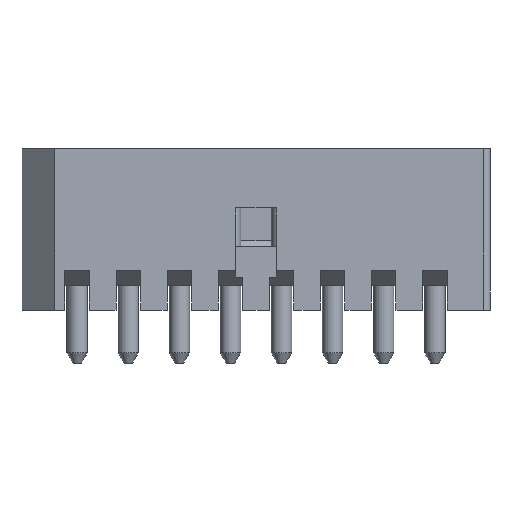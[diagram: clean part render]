
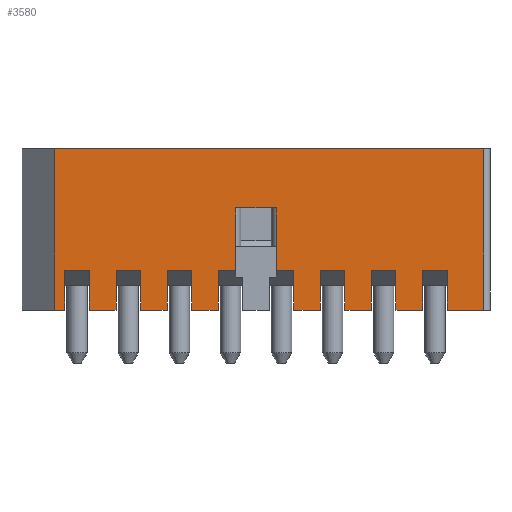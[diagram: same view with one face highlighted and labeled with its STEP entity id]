
A CAD part, front view. The second image highlights one B-rep face of the part: STEP entity #3580.
In plain terms, the highlighted planar face has unit normal (0, -1, 0).
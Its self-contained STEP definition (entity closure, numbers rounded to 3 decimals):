
#186=CARTESIAN_POINT('',(-1.,-1.4,-5.575));
#187=VERTEX_POINT('',#186);
#195=CARTESIAN_POINT('',(-4.95,-1.4,-5.575));
#196=VERTEX_POINT('',#195);
#197=CARTESIAN_POINT('',(-1.,-1.4,-5.575));
#198=DIRECTION('',(-1.,0.,0.));
#199=VECTOR('',#198,3.95);
#200=LINE('',#197,#199);
#201=EDGE_CURVE('',#187,#196,#200,.T.);
#402=CARTESIAN_POINT('',(-4.95,-1.4,-4.075));
#403=VERTEX_POINT('',#402);
#410=CARTESIAN_POINT('',(-4.95,-1.4,-3.425));
#411=VERTEX_POINT('',#410);
#412=CARTESIAN_POINT('',(-4.95,-1.4,-4.075));
#413=DIRECTION('',(0.,0.,1.));
#414=VECTOR('',#413,0.65);
#415=LINE('',#412,#414);
#416=EDGE_CURVE('',#403,#411,#415,.T.);
#590=CARTESIAN_POINT('',(-4.95,-1.4,-2.825));
#591=VERTEX_POINT('',#590);
#598=CARTESIAN_POINT('',(-4.95,-1.4,-2.175));
#599=VERTEX_POINT('',#598);
#600=CARTESIAN_POINT('',(-4.95,-1.4,-2.825));
#601=DIRECTION('',(0.,0.,1.));
#602=VECTOR('',#601,0.65);
#603=LINE('',#600,#602);
#604=EDGE_CURVE('',#591,#599,#603,.T.);
#1129=CARTESIAN_POINT('',(-3.975,-1.4,-1.575));
#1130=VERTEX_POINT('',#1129);
#1137=CARTESIAN_POINT('',(-4.95,-1.4,-1.575));
#1138=VERTEX_POINT('',#1137);
#1139=CARTESIAN_POINT('',(-3.975,-1.4,-1.575));
#1140=DIRECTION('',(-1.,0.,0.));
#1141=VECTOR('',#1140,0.975);
#1142=LINE('',#1139,#1141);
#1143=EDGE_CURVE('',#1130,#1138,#1142,.T.);
#1167=CARTESIAN_POINT('',(-3.975,-1.4,-2.175));
#1168=VERTEX_POINT('',#1167);
#1169=CARTESIAN_POINT('',(-3.975,-1.4,-2.175));
#1170=DIRECTION('',(0.,0.,1.));
#1171=VECTOR('',#1170,0.6);
#1172=LINE('',#1169,#1171);
#1173=EDGE_CURVE('',#1168,#1130,#1172,.T.);
#1206=CARTESIAN_POINT('',(-4.95,-1.4,-2.175));
#1207=DIRECTION('',(1.,0.,0.));
#1208=VECTOR('',#1207,0.975);
#1209=LINE('',#1206,#1208);
#1210=EDGE_CURVE('',#599,#1168,#1209,.T.);
#1222=CARTESIAN_POINT('',(-3.975,-1.4,-2.825));
#1223=VERTEX_POINT('',#1222);
#1230=CARTESIAN_POINT('',(-3.975,-1.4,-2.825));
#1231=DIRECTION('',(-1.,0.,0.));
#1232=VECTOR('',#1231,0.975);
#1233=LINE('',#1230,#1232);
#1234=EDGE_CURVE('',#1223,#591,#1233,.T.);
#1251=CARTESIAN_POINT('',(-3.975,-1.4,-3.425));
#1252=VERTEX_POINT('',#1251);
#1253=CARTESIAN_POINT('',(-3.975,-1.4,-3.425));
#1254=DIRECTION('',(0.,0.,1.));
#1255=VECTOR('',#1254,0.6);
#1256=LINE('',#1253,#1255);
#1257=EDGE_CURVE('',#1252,#1223,#1256,.T.);
#1290=CARTESIAN_POINT('',(-4.95,-1.4,-3.425));
#1291=DIRECTION('',(1.,0.,0.));
#1292=VECTOR('',#1291,0.975);
#1293=LINE('',#1290,#1292);
#1294=EDGE_CURVE('',#411,#1252,#1293,.T.);
#1306=CARTESIAN_POINT('',(-3.975,-1.4,-4.075));
#1307=VERTEX_POINT('',#1306);
#1314=CARTESIAN_POINT('',(-3.975,-1.4,-4.075));
#1315=DIRECTION('',(-1.,0.,0.));
#1316=VECTOR('',#1315,0.975);
#1317=LINE('',#1314,#1316);
#1318=EDGE_CURVE('',#1307,#403,#1317,.T.);
#1335=CARTESIAN_POINT('',(-3.975,-1.4,-4.675));
#1336=VERTEX_POINT('',#1335);
#1337=CARTESIAN_POINT('',(-3.975,-1.4,-4.675));
#1338=DIRECTION('',(0.,0.,1.));
#1339=VECTOR('',#1338,0.6);
#1340=LINE('',#1337,#1339);
#1341=EDGE_CURVE('',#1336,#1307,#1340,.T.);
#1375=CARTESIAN_POINT('',(-4.95,-1.4,-4.675));
#1376=VERTEX_POINT('',#1375);
#1383=CARTESIAN_POINT('',(-4.95,-1.4,-4.675));
#1384=DIRECTION('',(1.,0.,0.));
#1385=VECTOR('',#1384,0.975);
#1386=LINE('',#1383,#1385);
#1387=EDGE_CURVE('',#1376,#1336,#1386,.T.);
#1421=CARTESIAN_POINT('',(-4.95,-1.4,-5.575));
#1422=DIRECTION('',(0.,0.,1.));
#1423=VECTOR('',#1422,0.9);
#1424=LINE('',#1421,#1423);
#1425=EDGE_CURVE('',#196,#1376,#1424,.T.);
#2353=CARTESIAN_POINT('',(-4.95,-1.4,-0.925));
#2354=VERTEX_POINT('',#2353);
#2355=CARTESIAN_POINT('',(-4.95,-1.4,-1.575));
#2356=DIRECTION('',(0.,0.,1.));
#2357=VECTOR('',#2356,0.65);
#2358=LINE('',#2355,#2357);
#2359=EDGE_CURVE('',#1138,#2354,#2358,.T.);
#2446=CARTESIAN_POINT('',(-3.975,-1.4,-0.925));
#2447=VERTEX_POINT('',#2446);
#2463=CARTESIAN_POINT('',(-4.95,-1.4,-0.925));
#2464=DIRECTION('',(1.,0.,0.));
#2465=VECTOR('',#2464,0.975);
#2466=LINE('',#2463,#2465);
#2467=EDGE_CURVE('',#2354,#2447,#2466,.T.);
#2574=CARTESIAN_POINT('',(-3.975,-1.4,-0.5));
#2575=VERTEX_POINT('',#2574);
#2576=CARTESIAN_POINT('',(-3.975,-1.4,-0.925));
#2577=DIRECTION('',(0.,0.,1.));
#2578=VECTOR('',#2577,0.425);
#2579=LINE('',#2576,#2578);
#2580=EDGE_CURVE('',#2447,#2575,#2579,.T.);
#2808=CARTESIAN_POINT('',(-2.45,-1.4,-0.5));
#2809=VERTEX_POINT('',#2808);
#2810=CARTESIAN_POINT('',(-3.975,-1.4,-0.5));
#2811=DIRECTION('',(1.,0.,0.));
#2812=VECTOR('',#2811,1.525);
#2813=LINE('',#2810,#2812);
#2814=EDGE_CURVE('',#2575,#2809,#2813,.T.);
#2912=CARTESIAN_POINT('',(-1.,-1.4,4.925));
#2913=VERTEX_POINT('',#2912);
#2920=CARTESIAN_POINT('',(-1.,-1.4,4.925));
#2921=DIRECTION('',(0.,0.,-1.));
#2922=VECTOR('',#2921,10.5);
#2923=LINE('',#2920,#2922);
#2924=EDGE_CURVE('',#2913,#187,#2923,.T.);
#3401=CARTESIAN_POINT('',(-4.95,-1.4,4.925));
#3402=VERTEX_POINT('',#3401);
#3409=CARTESIAN_POINT('',(-4.95,-1.4,4.925));
#3410=DIRECTION('',(1.,0.,0.));
#3411=VECTOR('',#3410,3.95);
#3412=LINE('',#3409,#3411);
#3413=EDGE_CURVE('',#3402,#2913,#3412,.T.);
#3420=CARTESIAN_POINT('',(-2.975,-1.4,-0.325));
#3421=DIRECTION('',(0.,0.,-1.));
#3422=DIRECTION('',(0.,-1.,0.));
#3423=AXIS2_PLACEMENT_3D('',#3420,#3422,#3421);
#3424=PLANE('',#3423);
#3425=ORIENTED_EDGE('',*,*,#3413,.F.);
#3426=CARTESIAN_POINT('',(-4.95,-1.4,4.675));
#3427=VERTEX_POINT('',#3426);
#3428=CARTESIAN_POINT('',(-4.95,-1.4,4.925));
#3429=DIRECTION('',(0.,0.,-1.));
#3430=VECTOR('',#3429,0.25);
#3431=LINE('',#3428,#3430);
#3432=EDGE_CURVE('',#3402,#3427,#3431,.T.);
#3433=ORIENTED_EDGE('E312',*,*,#3432,.T.);
#3434=CARTESIAN_POINT('',(-3.975,-1.4,4.675));
#3435=VERTEX_POINT('',#3434);
#3436=CARTESIAN_POINT('',(-4.95,-1.4,4.675));
#3437=DIRECTION('',(1.,0.,0.));
#3438=VECTOR('',#3437,0.975);
#3439=LINE('',#3436,#3438);
#3440=EDGE_CURVE('',#3427,#3435,#3439,.T.);
#3441=ORIENTED_EDGE('E313',*,*,#3440,.T.);
#3442=CARTESIAN_POINT('',(-3.975,-1.4,4.075));
#3443=VERTEX_POINT('',#3442);
#3444=CARTESIAN_POINT('',(-3.975,-1.4,4.675));
#3445=DIRECTION('',(0.,0.,-1.));
#3446=VECTOR('',#3445,0.6);
#3447=LINE('',#3444,#3446);
#3448=EDGE_CURVE('',#3435,#3443,#3447,.T.);
#3449=ORIENTED_EDGE('E314',*,*,#3448,.T.);
#3450=CARTESIAN_POINT('',(-4.95,-1.4,4.075));
#3451=VERTEX_POINT('',#3450);
#3452=CARTESIAN_POINT('',(-3.975,-1.4,4.075));
#3453=DIRECTION('',(-1.,0.,0.));
#3454=VECTOR('',#3453,0.975);
#3455=LINE('',#3452,#3454);
#3456=EDGE_CURVE('',#3443,#3451,#3455,.T.);
#3457=ORIENTED_EDGE('E315',*,*,#3456,.T.);
#3458=CARTESIAN_POINT('',(-4.95,-1.4,3.425));
#3459=VERTEX_POINT('',#3458);
#3460=CARTESIAN_POINT('',(-4.95,-1.4,4.075));
#3461=DIRECTION('',(0.,0.,-1.));
#3462=VECTOR('',#3461,0.65);
#3463=LINE('',#3460,#3462);
#3464=EDGE_CURVE('',#3451,#3459,#3463,.T.);
#3465=ORIENTED_EDGE('E316',*,*,#3464,.T.);
#3466=CARTESIAN_POINT('',(-3.975,-1.4,3.425));
#3467=VERTEX_POINT('',#3466);
#3468=CARTESIAN_POINT('',(-4.95,-1.4,3.425));
#3469=DIRECTION('',(1.,0.,0.));
#3470=VECTOR('',#3469,0.975);
#3471=LINE('',#3468,#3470);
#3472=EDGE_CURVE('',#3459,#3467,#3471,.T.);
#3473=ORIENTED_EDGE('E317',*,*,#3472,.T.);
#3474=CARTESIAN_POINT('',(-3.975,-1.4,2.825));
#3475=VERTEX_POINT('',#3474);
#3476=CARTESIAN_POINT('',(-3.975,-1.4,3.425));
#3477=DIRECTION('',(0.,0.,-1.));
#3478=VECTOR('',#3477,0.6);
#3479=LINE('',#3476,#3478);
#3480=EDGE_CURVE('',#3467,#3475,#3479,.T.);
#3481=ORIENTED_EDGE('E318',*,*,#3480,.T.);
#3482=CARTESIAN_POINT('',(-4.95,-1.4,2.825));
#3483=VERTEX_POINT('',#3482);
#3484=CARTESIAN_POINT('',(-3.975,-1.4,2.825));
#3485=DIRECTION('',(-1.,0.,0.));
#3486=VECTOR('',#3485,0.975);
#3487=LINE('',#3484,#3486);
#3488=EDGE_CURVE('',#3475,#3483,#3487,.T.);
#3489=ORIENTED_EDGE('E319',*,*,#3488,.T.);
#3490=CARTESIAN_POINT('',(-4.95,-1.4,2.175));
#3491=VERTEX_POINT('',#3490);
#3492=CARTESIAN_POINT('',(-4.95,-1.4,2.825));
#3493=DIRECTION('',(0.,0.,-1.));
#3494=VECTOR('',#3493,0.65);
#3495=LINE('',#3492,#3494);
#3496=EDGE_CURVE('',#3483,#3491,#3495,.T.);
#3497=ORIENTED_EDGE('E320',*,*,#3496,.T.);
#3498=CARTESIAN_POINT('',(-3.975,-1.4,2.175));
#3499=VERTEX_POINT('',#3498);
#3500=CARTESIAN_POINT('',(-4.95,-1.4,2.175));
#3501=DIRECTION('',(1.,0.,0.));
#3502=VECTOR('',#3501,0.975);
#3503=LINE('',#3500,#3502);
#3504=EDGE_CURVE('',#3491,#3499,#3503,.T.);
#3505=ORIENTED_EDGE('E321',*,*,#3504,.T.);
#3506=CARTESIAN_POINT('',(-3.975,-1.4,1.575));
#3507=VERTEX_POINT('',#3506);
#3508=CARTESIAN_POINT('',(-3.975,-1.4,2.175));
#3509=DIRECTION('',(0.,0.,-1.));
#3510=VECTOR('',#3509,0.6);
#3511=LINE('',#3508,#3510);
#3512=EDGE_CURVE('',#3499,#3507,#3511,.T.);
#3513=ORIENTED_EDGE('E322',*,*,#3512,.T.);
#3514=CARTESIAN_POINT('',(-4.95,-1.4,1.575));
#3515=VERTEX_POINT('',#3514);
#3516=CARTESIAN_POINT('',(-3.975,-1.4,1.575));
#3517=DIRECTION('',(-1.,0.,0.));
#3518=VECTOR('',#3517,0.975);
#3519=LINE('',#3516,#3518);
#3520=EDGE_CURVE('',#3507,#3515,#3519,.T.);
#3521=ORIENTED_EDGE('E323',*,*,#3520,.T.);
#3522=CARTESIAN_POINT('',(-4.95,-1.4,0.925));
#3523=VERTEX_POINT('',#3522);
#3524=CARTESIAN_POINT('',(-4.95,-1.4,1.575));
#3525=DIRECTION('',(0.,0.,-1.));
#3526=VECTOR('',#3525,0.65);
#3527=LINE('',#3524,#3526);
#3528=EDGE_CURVE('',#3515,#3523,#3527,.T.);
#3529=ORIENTED_EDGE('E324',*,*,#3528,.T.);
#3530=CARTESIAN_POINT('',(-3.975,-1.4,0.925));
#3531=VERTEX_POINT('',#3530);
#3532=CARTESIAN_POINT('',(-4.95,-1.4,0.925));
#3533=DIRECTION('',(1.,0.,0.));
#3534=VECTOR('',#3533,0.975);
#3535=LINE('',#3532,#3534);
#3536=EDGE_CURVE('',#3523,#3531,#3535,.T.);
#3537=ORIENTED_EDGE('E325',*,*,#3536,.T.);
#3538=CARTESIAN_POINT('',(-3.975,-1.4,0.5));
#3539=VERTEX_POINT('',#3538);
#3540=CARTESIAN_POINT('',(-3.975,-1.4,0.925));
#3541=DIRECTION('',(0.,0.,-1.));
#3542=VECTOR('',#3541,0.425);
#3543=LINE('',#3540,#3542);
#3544=EDGE_CURVE('',#3531,#3539,#3543,.T.);
#3545=ORIENTED_EDGE('E326',*,*,#3544,.T.);
#3546=CARTESIAN_POINT('',(-2.45,-1.4,0.5));
#3547=VERTEX_POINT('',#3546);
#3548=CARTESIAN_POINT('',(-3.975,-1.4,0.5));
#3549=DIRECTION('',(1.,0.,0.));
#3550=VECTOR('',#3549,1.525);
#3551=LINE('',#3548,#3550);
#3552=EDGE_CURVE('',#3539,#3547,#3551,.T.);
#3553=ORIENTED_EDGE('E327',*,*,#3552,.T.);
#3554=CARTESIAN_POINT('',(-2.45,-1.4,0.5));
#3555=DIRECTION('',(0.,0.,-1.));
#3556=VECTOR('',#3555,1.);
#3557=LINE('',#3554,#3556);
#3558=EDGE_CURVE('',#3547,#2809,#3557,.T.);
#3559=ORIENTED_EDGE('E328',*,*,#3558,.T.);
#3560=ORIENTED_EDGE('E328',*,*,#2814,.F.);
#3561=ORIENTED_EDGE('E328',*,*,#2580,.F.);
#3562=ORIENTED_EDGE('E328',*,*,#2467,.F.);
#3563=ORIENTED_EDGE('E328',*,*,#2359,.F.);
#3564=ORIENTED_EDGE('E328',*,*,#1143,.F.);
#3565=ORIENTED_EDGE('E328',*,*,#1173,.F.);
#3566=ORIENTED_EDGE('E328',*,*,#1210,.F.);
#3567=ORIENTED_EDGE('E328',*,*,#604,.F.);
#3568=ORIENTED_EDGE('E328',*,*,#1234,.F.);
#3569=ORIENTED_EDGE('E328',*,*,#1257,.F.);
#3570=ORIENTED_EDGE('E328',*,*,#1294,.F.);
#3571=ORIENTED_EDGE('E328',*,*,#416,.F.);
#3572=ORIENTED_EDGE('E328',*,*,#1318,.F.);
#3573=ORIENTED_EDGE('E328',*,*,#1341,.F.);
#3574=ORIENTED_EDGE('E328',*,*,#1387,.F.);
#3575=ORIENTED_EDGE('E328',*,*,#1425,.F.);
#3576=ORIENTED_EDGE('E328',*,*,#201,.F.);
#3577=ORIENTED_EDGE('E328',*,*,#2924,.F.);
#3578=EDGE_LOOP('',(#3425,#3433,#3441,#3449,#3457,#3465,#3473,#3481,#3489,#3497,#3505,#3513,#3521,#3529,#3537,#3545,#3553,#3559,#3560,#3561,#3562,#3563,#3564,#3565,#3566,#3567,#3568,#3569,#3570,#3571,#3572,#3573,#3574,#3575,#3576,#3577));
#3579=FACE_OUTER_BOUND('',#3578,.T.);
#3580=ADVANCED_FACE('F102',(#3579),#3424,.T.);
